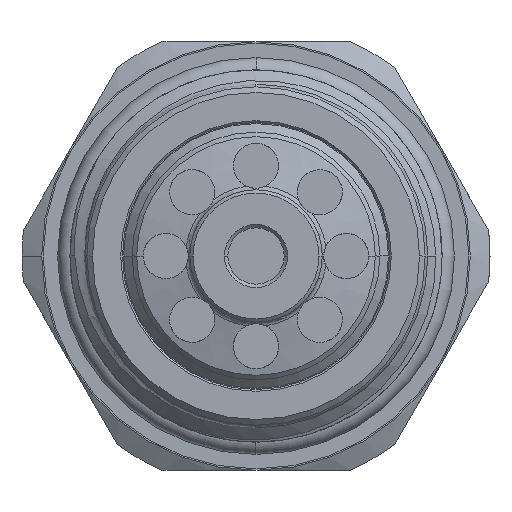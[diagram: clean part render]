
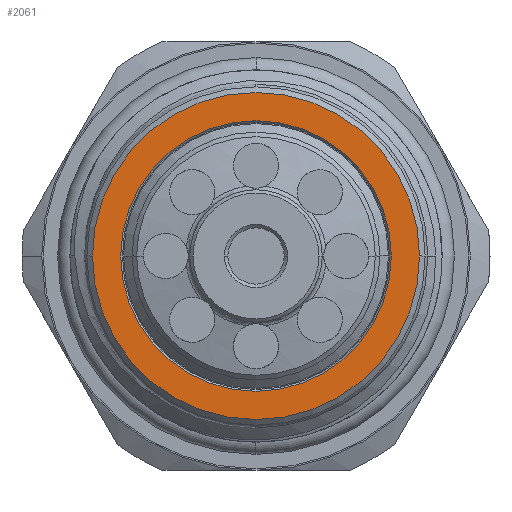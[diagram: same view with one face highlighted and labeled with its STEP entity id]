
A CAD part, left-side view. The second image highlights one B-rep face of the part: STEP entity #2061.
In plain terms, the highlighted planar face has unit normal (-1, 0, 0).
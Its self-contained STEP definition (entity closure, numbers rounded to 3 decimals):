
#86 = DIRECTION ( 'NONE',  ( -1., 0., 0. ) ) ;
#232 = CARTESIAN_POINT ( 'NONE',  ( -46.8, 14.5, 0. ) ) ;
#432 = CIRCLE ( 'NONE', #4602, 14.5 ) ;
#576 = AXIS2_PLACEMENT_3D ( 'NONE', #2287, #6680, #2243 ) ;
#853 = EDGE_LOOP ( 'NONE', ( #11313, #10960 ) ) ;
#1096 = CARTESIAN_POINT ( 'NONE',  ( -46.8, 0., 0. ) ) ;
#1140 = EDGE_CURVE ( 'NONE', #4690, #5175, #10700, .T. ) ;
#1155 = FACE_OUTER_BOUND ( 'NONE', #853, .T. ) ;
#1424 = CARTESIAN_POINT ( 'NONE',  ( -46.8, 0., 0. ) ) ;
#1735 = CARTESIAN_POINT ( 'NONE',  ( -46.8, -12., 0. ) ) ;
#1784 = ORIENTED_EDGE ( 'NONE', *, *, #1140, .T. ) ;
#1944 = EDGE_LOOP ( 'NONE', ( #1784, #10772 ) ) ;
#2061 = ADVANCED_FACE ( 'NONE', ( #3511, #1155 ), #6771, .F. ) ;
#2243 = DIRECTION ( 'NONE',  ( 0., 1., 0. ) ) ;
#2287 = CARTESIAN_POINT ( 'NONE',  ( -46.8, 0., 0. ) ) ;
#3511 = FACE_BOUND ( 'NONE', #1944, .T. ) ;
#3668 = EDGE_CURVE ( 'NONE', #4220, #8023, #432, .T. ) ;
#3807 = EDGE_CURVE ( 'NONE', #8023, #4220, #6575, .T. ) ;
#4220 = VERTEX_POINT ( 'NONE', #5339 ) ;
#4466 = CARTESIAN_POINT ( 'NONE',  ( -46.8, 0., 0. ) ) ;
#4602 = AXIS2_PLACEMENT_3D ( 'NONE', #4466, #86, #7296 ) ;
#4690 = VERTEX_POINT ( 'NONE', #1735 ) ;
#5157 = EDGE_CURVE ( 'NONE', #5175, #4690, #9601, .T. ) ;
#5175 = VERTEX_POINT ( 'NONE', #10588 ) ;
#5339 = CARTESIAN_POINT ( 'NONE',  ( -46.8, -14.5, 0. ) ) ;
#5610 = DIRECTION ( 'NONE',  ( 0., 1., 0. ) ) ;
#5906 = DIRECTION ( 'NONE',  ( 1., 0., 0. ) ) ;
#6027 = AXIS2_PLACEMENT_3D ( 'NONE', #1096, #9985, #5610 ) ;
#6575 = CIRCLE ( 'NONE', #6027, 14.5 ) ;
#6680 = DIRECTION ( 'NONE',  ( 1., 0., 0. ) ) ;
#6771 = PLANE ( 'NONE',  #6998 ) ;
#6998 = AXIS2_PLACEMENT_3D ( 'NONE', #1424, #5906, #7667 ) ;
#7296 = DIRECTION ( 'NONE',  ( 0., 1., 0. ) ) ;
#7667 = DIRECTION ( 'NONE',  ( 0., 1., 0. ) ) ;
#7848 = DIRECTION ( 'NONE',  ( 1., 0., 0. ) ) ;
#8023 = VERTEX_POINT ( 'NONE', #232 ) ;
#9305 = AXIS2_PLACEMENT_3D ( 'NONE', #10463, #7848, #9667 ) ;
#9601 = CIRCLE ( 'NONE', #9305, 12. ) ;
#9667 = DIRECTION ( 'NONE',  ( 0., 1., 0. ) ) ;
#9985 = DIRECTION ( 'NONE',  ( -1., 0., 0. ) ) ;
#10463 = CARTESIAN_POINT ( 'NONE',  ( -46.8, 0., 0. ) ) ;
#10588 = CARTESIAN_POINT ( 'NONE',  ( -46.8, 12., 0. ) ) ;
#10700 = CIRCLE ( 'NONE', #576, 12. ) ;
#10772 = ORIENTED_EDGE ( 'NONE', *, *, #5157, .T. ) ;
#10960 = ORIENTED_EDGE ( 'NONE', *, *, #3668, .T. ) ;
#11313 = ORIENTED_EDGE ( 'NONE', *, *, #3807, .T. ) ;
